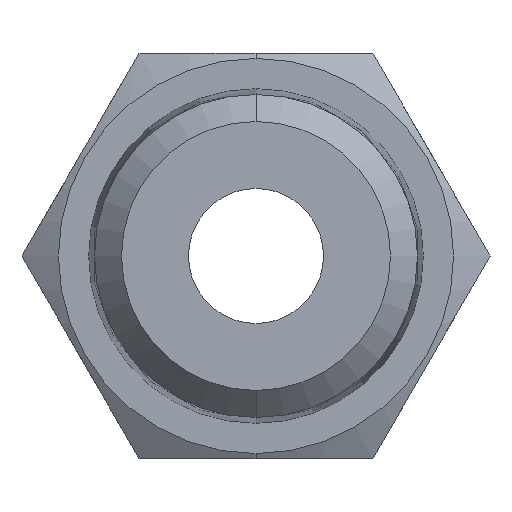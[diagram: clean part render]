
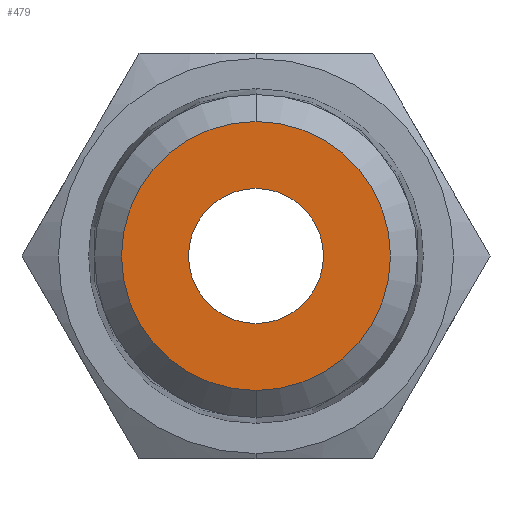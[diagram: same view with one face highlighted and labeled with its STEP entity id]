
A CAD part, front view. The second image highlights one B-rep face of the part: STEP entity #479.
In plain terms, the highlighted planar face has unit normal (0, -1, 0).
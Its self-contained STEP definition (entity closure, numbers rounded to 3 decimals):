
#150 = ORIENTED_EDGE ( 'NONE', *, *, #616, .F. ) ;
#174 = ORIENTED_EDGE ( 'NONE', *, *, #302, .T. ) ;
#193 = ORIENTED_EDGE ( 'NONE', *, *, #306, .F. ) ;
#239 = ORIENTED_EDGE ( 'NONE', *, *, #267, .T. ) ;
#267 = EDGE_CURVE ( 'NONE', #1315, #1330, #1118, .T. ) ;
#302 = EDGE_CURVE ( 'NONE', #1330, #1315, #1176, .T. ) ;
#306 = EDGE_CURVE ( 'NONE', #1339, #1385, #1106, .T. ) ;
#418 = CIRCLE ( 'NONE', #547, 2. ) ;
#479 = ADVANCED_FACE ( 'NONE', ( #1068, #1145 ), #911, .T. ) ;
#547 = AXIS2_PLACEMENT_3D ( 'NONE', #682, #810, #698 ) ;
#580 = AXIS2_PLACEMENT_3D ( 'NONE', #939, #679, #894 ) ;
#585 = AXIS2_PLACEMENT_3D ( 'NONE', #1395, #1397, #1398 ) ;
#586 = AXIS2_PLACEMENT_3D ( 'NONE', #1371, #1372, #1381 ) ;
#602 = AXIS2_PLACEMENT_3D ( 'NONE', #1347, #1291, #1393 ) ;
#616 = EDGE_CURVE ( 'NONE', #1385, #1339, #418, .T. ) ;
#679 = DIRECTION ( 'NONE',  ( 0., -1., 0. ) ) ;
#682 = CARTESIAN_POINT ( 'NONE',  ( 0., 0., 0. ) ) ;
#698 = DIRECTION ( 'NONE',  ( 0., 0., -1. ) ) ;
#810 = DIRECTION ( 'NONE',  ( 0., -1., 0. ) ) ;
#894 = DIRECTION ( 'NONE',  ( 0., 0., -1. ) ) ;
#911 = PLANE ( 'NONE',  #580 ) ;
#939 = CARTESIAN_POINT ( 'NONE',  ( 0., 0., 0. ) ) ;
#1026 = EDGE_LOOP ( 'NONE', ( #239, #174 ) ) ;
#1068 = FACE_BOUND ( 'NONE', #1193, .T. ) ;
#1106 = CIRCLE ( 'NONE', #585, 2. ) ;
#1118 = CIRCLE ( 'NONE', #602, 3.982 ) ;
#1145 = FACE_OUTER_BOUND ( 'NONE', #1026, .T. ) ;
#1176 = CIRCLE ( 'NONE', #586, 3.982 ) ;
#1193 = EDGE_LOOP ( 'NONE', ( #150, #193 ) ) ;
#1291 = DIRECTION ( 'NONE',  ( 0., -1., 0. ) ) ;
#1315 = VERTEX_POINT ( 'NONE', #1576 ) ;
#1330 = VERTEX_POINT ( 'NONE', #1579 ) ;
#1339 = VERTEX_POINT ( 'NONE', #1641 ) ;
#1347 = CARTESIAN_POINT ( 'NONE',  ( 0., 0., 0. ) ) ;
#1371 = CARTESIAN_POINT ( 'NONE',  ( 0., 0., 0. ) ) ;
#1372 = DIRECTION ( 'NONE',  ( 0., -1., 0. ) ) ;
#1381 = DIRECTION ( 'NONE',  ( 0., 0., -1. ) ) ;
#1385 = VERTEX_POINT ( 'NONE', #1528 ) ;
#1393 = DIRECTION ( 'NONE',  ( 0., 0., -1. ) ) ;
#1395 = CARTESIAN_POINT ( 'NONE',  ( 0., 0., 0. ) ) ;
#1397 = DIRECTION ( 'NONE',  ( 0., -1., 0. ) ) ;
#1398 = DIRECTION ( 'NONE',  ( 0., 0., -1. ) ) ;
#1528 = CARTESIAN_POINT ( 'NONE',  ( 0., 0., -2. ) ) ;
#1576 = CARTESIAN_POINT ( 'NONE',  ( 0., 0., 3.982 ) ) ;
#1579 = CARTESIAN_POINT ( 'NONE',  ( 0., 0., -3.982 ) ) ;
#1641 = CARTESIAN_POINT ( 'NONE',  ( 0., 0., 2. ) ) ;
